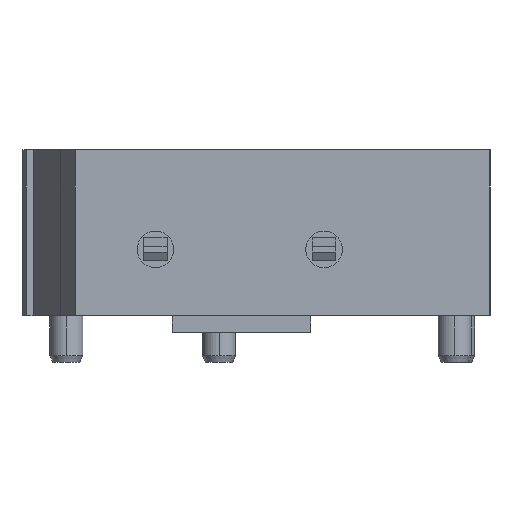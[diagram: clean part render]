
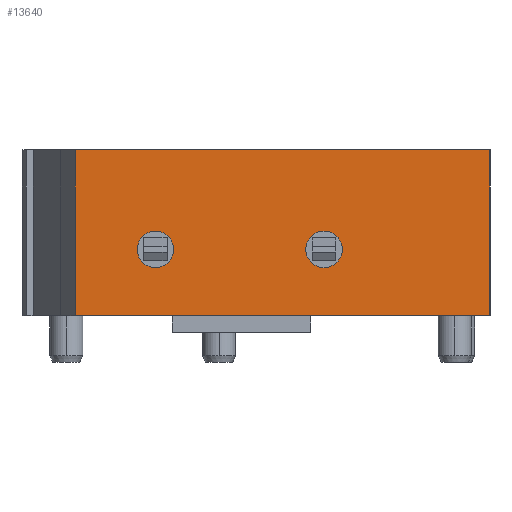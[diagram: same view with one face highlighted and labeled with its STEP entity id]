
A CAD part, front view. The second image highlights one B-rep face of the part: STEP entity #13640.
In plain terms, the highlighted planar face has unit normal (0, -1, 0).
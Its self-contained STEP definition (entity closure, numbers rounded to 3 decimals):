
#4920=CARTESIAN_POINT('',(72.184,19.402,
   -5.));
#4930=DIRECTION('',(-1.,0.,
   0.));
#4940=VECTOR('',#4930,1.);
#4950=LINE('',#4920,#4940);
#4960=CARTESIAN_POINT('',(72.121,19.402,
   -5.));
#4970=VERTEX_POINT('',#4960);
#4980=CARTESIAN_POINT('',(59.626,19.402,
   -5.));
#4990=VERTEX_POINT('',#4980);
#5000=EDGE_CURVE('',#4970,#4990,#4950,.T.);
#11310=CARTESIAN_POINT('',(59.626,19.402
   ,0.));
#11320=VERTEX_POINT('',#11310);
#11350=CARTESIAN_POINT('',(59.626,19.402
   ,0.));
#11360=DIRECTION('',(0.,0.,
   1.));
#11370=VECTOR('',#11360,1.);
#11380=LINE('',#11350,#11370);
#11390=EDGE_CURVE('',#4990,#11320,#11380,.T.);
#13110=CARTESIAN_POINT('',(61.969,19.402
   ,0.));
#13120=DIRECTION('',(0.,-1.,
   0.));
#13130=DIRECTION('',(-1.,0.,
   0.));
#13140=AXIS2_PLACEMENT_3D('',#13110,#13120,#13130);
#13150=PLANE('',#13140);
#13160=CARTESIAN_POINT('',(72.184,19.402
   ,0.));
#13170=DIRECTION('',(1.,0.,
   0.));
#13180=VECTOR('',#13170,1.);
#13190=LINE('',#13160,#13180);
#13200=CARTESIAN_POINT('',(72.121,19.402
   ,0.));
#13210=VERTEX_POINT('',#13200);
#13220=EDGE_CURVE('',#11320,#13210,#13190,.T.);
#13230=ORIENTED_EDGE('',*,*,#13220,.F.);
#13240=CARTESIAN_POINT('',(72.121,19.402
   ,0.));
#13250=DIRECTION('',(0.,0.,
   -1.));
#13260=VECTOR('',#13250,1.);
#13270=LINE('',#13240,#13260);
#13280=EDGE_CURVE('',#13210,#4970,#13270,.T.);
#13290=ORIENTED_EDGE('',*,*,#13280,.F.);
#13300=ORIENTED_EDGE('',*,*,#5000,.F.);
#13310=ORIENTED_EDGE('',*,*,#11390,.F.);
#13320=EDGE_LOOP('',(#13310,#13300,#13290,#13230));
#13330=FACE_OUTER_BOUND('',#13320,.T.);
#13340=CARTESIAN_POINT('',(69.706,19.402
   ,-2.));
#13350=DIRECTION('',(0.,-1.,
   0.));
#13360=DIRECTION('',(1.,0.,
   0.));
#13370=AXIS2_PLACEMENT_3D('',#13340,#13350,#13360);
#13380=CIRCLE('',#13370,0.55);
#13390=CARTESIAN_POINT('',(70.256,19.402
   ,-2.));
#13400=VERTEX_POINT('',#13390);
#13410=CARTESIAN_POINT('',(69.156,19.402
   ,-2.));
#13420=VERTEX_POINT('',#13410);
#13430=EDGE_CURVE('',#13400,#13420,#13380,.T.);
#13440=ORIENTED_EDGE('',*,*,#13430,.F.);
#13450=EDGE_CURVE('',#13420,#13400,#13380,.T.);
#13460=ORIENTED_EDGE('',*,*,#13450,.F.);
#13470=EDGE_LOOP('',(#13460,#13440));
#13480=FACE_BOUND('',#13470,.T.);
#13490=CARTESIAN_POINT('',(64.626,19.402
   ,-2.));
#13500=DIRECTION('',(0.,-1.,
   0.));
#13510=DIRECTION('',(1.,0.,
   0.));
#13520=AXIS2_PLACEMENT_3D('',#13490,#13500,#13510);
#13530=CIRCLE('',#13520,0.55);
#13540=CARTESIAN_POINT('',(65.176,19.402
   ,-2.));
#13550=VERTEX_POINT('',#13540);
#13560=CARTESIAN_POINT('',(64.076,19.402
   ,-2.));
#13570=VERTEX_POINT('',#13560);
#13580=EDGE_CURVE('',#13550,#13570,#13530,.T.);
#13590=ORIENTED_EDGE('',*,*,#13580,.F.);
#13600=EDGE_CURVE('',#13570,#13550,#13530,.T.);
#13610=ORIENTED_EDGE('',*,*,#13600,.F.);
#13620=EDGE_LOOP('',(#13610,#13590));
#13630=FACE_BOUND('',#13620,.T.);
#13640=ADVANCED_FACE('',(#13330,#13480,#13630),#13150,.T.);
